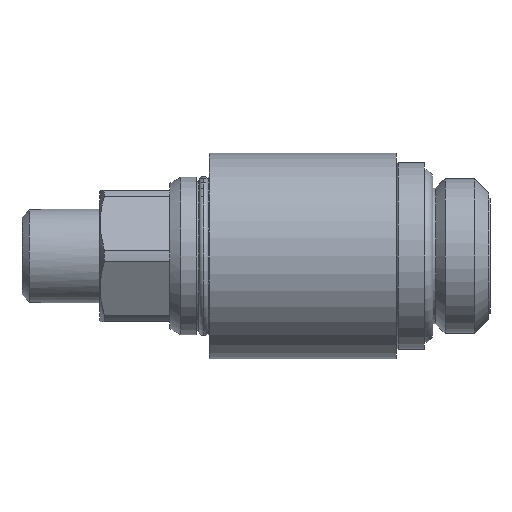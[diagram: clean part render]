
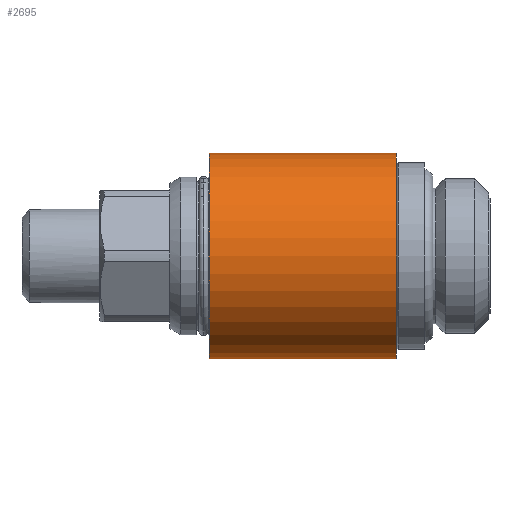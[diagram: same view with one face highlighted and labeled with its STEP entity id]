
A CAD part, left-side view. The second image highlights one B-rep face of the part: STEP entity #2695.
In plain terms, the highlighted cylindrical face has radius 11 mm (diameter 22 mm), a partial arc.
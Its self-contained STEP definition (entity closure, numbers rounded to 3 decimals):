
#588 = FACE_OUTER_BOUND ( 'NONE', #2715, .T. ) ;
#590 = CARTESIAN_POINT ( 'NONE',  ( 0., 36.386, 0. ) ) ;
#591 = CYLINDRICAL_SURFACE ( 'NONE', #595, 11. ) ;
#593 = DIRECTION ( 'NONE',  ( 0., 0., 1. ) ) ;
#594 = DIRECTION ( 'NONE',  ( 0., 1., 0. ) ) ;
#595 = AXIS2_PLACEMENT_3D ( 'NONE', #590, #594, #593 ) ;
#601 = DIRECTION ( 'NONE',  ( 0., 0., 1. ) ) ;
#606 = DIRECTION ( 'NONE',  ( 0., -1., 0. ) ) ;
#607 = CARTESIAN_POINT ( 'NONE',  ( 0., 30.3, 0. ) ) ;
#608 = CIRCLE ( 'NONE', #610, 11. ) ;
#610 = AXIS2_PLACEMENT_3D ( 'NONE', #611, #617, #601 ) ;
#611 = CARTESIAN_POINT ( 'NONE',  ( 0., 10.3, 0. ) ) ;
#617 = DIRECTION ( 'NONE',  ( 0., 1., 0. ) ) ;
#621 = DIRECTION ( 'NONE',  ( 0., 0., -1. ) ) ;
#992 = AXIS2_PLACEMENT_3D ( 'NONE', #607, #606, #621 ) ;
#993 = CIRCLE ( 'NONE', #992, 11. ) ;
#1470 = VERTEX_POINT ( 'NONE', #3367 ) ;
#1476 = VERTEX_POINT ( 'NONE', #3429 ) ;
#1484 = EDGE_CURVE ( 'NONE', #1856, #1476, #3431, .T. ) ;
#1495 = EDGE_CURVE ( 'NONE', #1855, #1470, #3529, .T. ) ;
#1855 = VERTEX_POINT ( 'NONE', #3764 ) ;
#1856 = VERTEX_POINT ( 'NONE', #3797 ) ;
#2695 = ADVANCED_FACE ( 'NONE', ( #588 ), #591, .T. ) ;
#2697 = ORIENTED_EDGE ( 'NONE', *, *, #1495, .T. ) ;
#2701 = ORIENTED_EDGE ( 'NONE', *, *, #2707, .T. ) ;
#2705 = ORIENTED_EDGE ( 'NONE', *, *, #1484, .F. ) ;
#2707 = EDGE_CURVE ( 'NONE', #1856, #1855, #608, .T. ) ;
#2715 = EDGE_LOOP ( 'NONE', ( #2705, #2701, #2697, #2728 ) ) ;
#2726 = EDGE_CURVE ( 'NONE', #1470, #1476, #993, .T. ) ;
#2728 = ORIENTED_EDGE ( 'NONE', *, *, #2726, .T. ) ;
#3094 = DIRECTION ( 'NONE',  ( 0., 1., 0. ) ) ;
#3095 = VECTOR ( 'NONE', #3094, 1000. ) ;
#3367 = CARTESIAN_POINT ( 'NONE',  ( 0., 30.3, 11. ) ) ;
#3429 = CARTESIAN_POINT ( 'NONE',  ( 0., 30.3, -11. ) ) ;
#3430 = CARTESIAN_POINT ( 'NONE',  ( 0., 36.386, -11. ) ) ;
#3431 = LINE ( 'NONE', #3430, #3095 ) ;
#3529 = LINE ( 'NONE', #3541, #3533 ) ;
#3533 = VECTOR ( 'NONE', #3535, 1000. ) ;
#3535 = DIRECTION ( 'NONE',  ( 0., 1., 0. ) ) ;
#3541 = CARTESIAN_POINT ( 'NONE',  ( 0., 36.386, 11. ) ) ;
#3764 = CARTESIAN_POINT ( 'NONE',  ( 0., 10.3, 11. ) ) ;
#3797 = CARTESIAN_POINT ( 'NONE',  ( 0., 10.3, -11. ) ) ;
